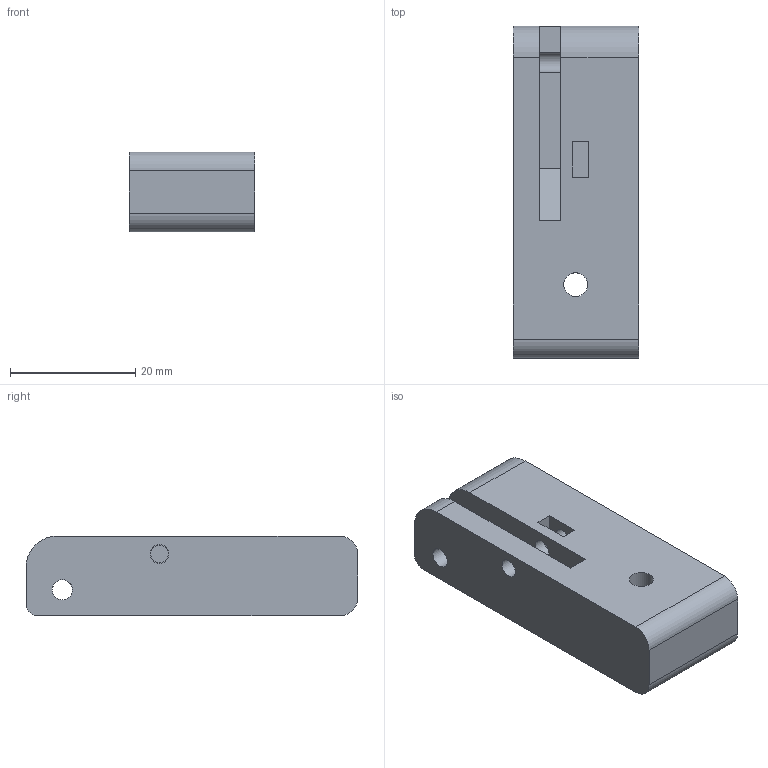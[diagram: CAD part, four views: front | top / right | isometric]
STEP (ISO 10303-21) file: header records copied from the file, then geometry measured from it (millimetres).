
FILE_DESCRIPTION(/* description */ (''),/* implementation_level */ '2;1');
FILE_NAME(/* name */ 'arm-left.step',/* time_stamp */ '2025-12-05T16:36:53-08:00',/* author */ (''),/* organization */ (''),/* preprocessor_version */ 'ST-DEVELOPER v20.1',/* originating_system */ 'Autodesk Translation Framework v14.21.0.0',/* authorisation */ '');
FILE_SCHEMA (('AUTOMOTIVE_DESIGN { 1 0 10303 214 3 1 1 }'));
Length unit declared in the file: millimetre
Products named in the file (1): arm-left
Bounding box: 20 x 53 x 12.75 mm (x, y, z)
Volume: 12010.9 mm3; surface area: 4760.7 mm2
Topology: 1 solids, 1 shells, 30 faces, 77 edges, 51 vertices
Faces by surface type: plane 18, cylinder 11, cone 1
Full cylindrical faces by diameter (mm): 2.8 x1, 3 x2, 3.2 x1, 3.8 x1, 6.4 x1
Entity records: 978 total; most frequent: DIRECTION 164, CARTESIAN_POINT 159, ORIENTED_EDGE 154, EDGE_CURVE 77, AXIS2_PLACEMENT_3D 56, LINE 52, VECTOR 52, VERTEX_POINT 51
